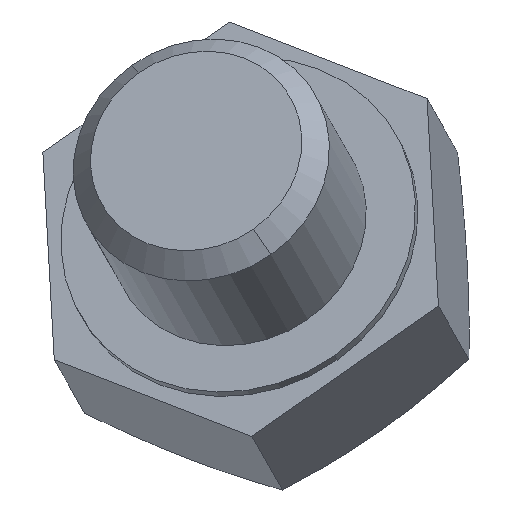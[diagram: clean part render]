
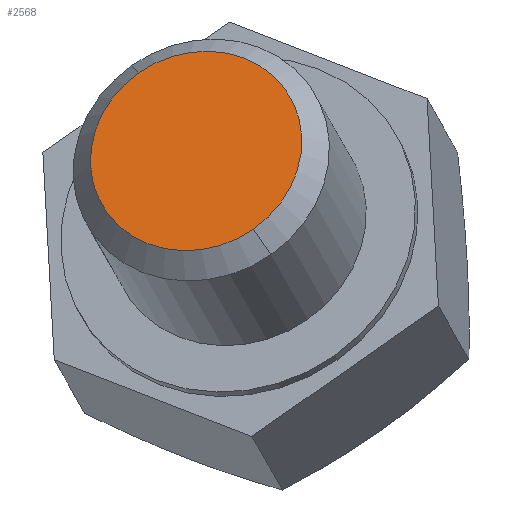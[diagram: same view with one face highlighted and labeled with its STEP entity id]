
A CAD part, isometric view. The second image highlights one B-rep face of the part: STEP entity #2568.
In plain terms, the highlighted planar face has unit normal (0.513, 0.197, -0.836).
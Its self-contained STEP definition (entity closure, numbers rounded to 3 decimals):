
#1951 = CONICAL_SURFACE('',#1952,6.387,0.785);
#1952 = AXIS2_PLACEMENT_3D('',#1953,#1954,#1955);
#1953 = CARTESIAN_POINT('',(-5.846,-2.275,
    9.287));
#1954 = DIRECTION('',(0.513,0.197,-0.836));
#1955 = DIRECTION('',(-0.179,-0.928,-0.328));
#2155 = CONICAL_SURFACE('',#2156,6.387,0.785);
#2156 = AXIS2_PLACEMENT_3D('',#2157,#2158,#2159);
#2157 = CARTESIAN_POINT('',(-5.846,-2.275,
    9.287));
#2158 = DIRECTION('',(0.513,0.197,-0.836));
#2159 = DIRECTION('',(0.179,0.928,0.328));
#2262 = VERTEX_POINT('',#2263);
#2263 = CARTESIAN_POINT('',(-5.13,2.961,
    11.692));
#2328 = EDGE_CURVE('',#2329,#2262,#2331,.T.);
#2329 = VERTEX_POINT('',#2330);
#2330 = CARTESIAN_POINT('',(-7.192,-7.751,
    7.906));
#2331 = SURFACE_CURVE('',#2332,(#2337,#2366),.PCURVE_S1.);
#2332 = CIRCLE('',#2333,5.773);
#2333 = AXIS2_PLACEMENT_3D('',#2334,#2335,#2336);
#2334 = CARTESIAN_POINT('',(-6.16,-2.395,
    9.799));
#2335 = DIRECTION('',(-0.513,-0.197,0.836));
#2336 = DIRECTION('',(-0.179,-0.928,-0.328));
#2337 = PCURVE('',#1951,#2338);
#2338 = DEFINITIONAL_REPRESENTATION('',(#2339),#2365);
#2339 = B_SPLINE_CURVE_WITH_KNOTS('',3,(#2340,#2341,#2342,#2343,#2344,
    #2345,#2346,#2347,#2348,#2349,#2350,#2351,#2352,#2353,#2354,#2355,
    #2356,#2357,#2358,#2359,#2360,#2361,#2362,#2363,#2364),
  .UNSPECIFIED.,.F.,.F.,(4,1,1,1,1,1,1,1,1,1,1,1,1,1,1,1,1,1,1,1,1,1,4),
  (0.,0.143,0.286,0.428,0.571,
    0.714,0.857,1.,1.142,
    1.285,1.428,1.571,1.714,
    1.857,1.999,2.142,2.285,
    2.428,2.571,2.713,2.856,
    2.999,3.142),.QUASI_UNIFORM_KNOTS.);
#2340 = CARTESIAN_POINT('',(6.283,-0.613));
#2341 = CARTESIAN_POINT('',(6.236,-0.613));
#2342 = CARTESIAN_POINT('',(6.14,-0.613));
#2343 = CARTESIAN_POINT('',(5.998,-0.613));
#2344 = CARTESIAN_POINT('',(5.855,-0.613));
#2345 = CARTESIAN_POINT('',(5.712,-0.613));
#2346 = CARTESIAN_POINT('',(5.569,-0.613));
#2347 = CARTESIAN_POINT('',(5.426,-0.613));
#2348 = CARTESIAN_POINT('',(5.284,-0.613));
#2349 = CARTESIAN_POINT('',(5.141,-0.613));
#2350 = CARTESIAN_POINT('',(4.998,-0.613));
#2351 = CARTESIAN_POINT('',(4.855,-0.613));
#2352 = CARTESIAN_POINT('',(4.712,-0.613));
#2353 = CARTESIAN_POINT('',(4.569,-0.613));
#2354 = CARTESIAN_POINT('',(4.427,-0.613));
#2355 = CARTESIAN_POINT('',(4.284,-0.613));
#2356 = CARTESIAN_POINT('',(4.141,-0.613));
#2357 = CARTESIAN_POINT('',(3.998,-0.613));
#2358 = CARTESIAN_POINT('',(3.855,-0.613));
#2359 = CARTESIAN_POINT('',(3.713,-0.613));
#2360 = CARTESIAN_POINT('',(3.57,-0.613));
#2361 = CARTESIAN_POINT('',(3.427,-0.613));
#2362 = CARTESIAN_POINT('',(3.284,-0.613));
#2363 = CARTESIAN_POINT('',(3.189,-0.613));
#2364 = CARTESIAN_POINT('',(3.141,-0.613));
#2365 = ( GEOMETRIC_REPRESENTATION_CONTEXT(2) 
PARAMETRIC_REPRESENTATION_CONTEXT() REPRESENTATION_CONTEXT('2D SPACE',''
  ) );
#2366 = PCURVE('',#2367,#2372);
#2367 = PLANE('',#2368);
#2368 = AXIS2_PLACEMENT_3D('',#2369,#2370,#2371);
#2369 = CARTESIAN_POINT('',(-6.16,-2.395,
    9.799));
#2370 = DIRECTION('',(-0.513,-0.197,0.836));
#2371 = DIRECTION('',(-0.84,0.317,-0.441));
#2372 = DEFINITIONAL_REPRESENTATION('',(#2373),#2377);
#2373 = CIRCLE('',#2374,5.773);
#2374 = AXIS2_PLACEMENT_2D('',#2375,#2376);
#2375 = CARTESIAN_POINT('',(0.,0.));
#2376 = DIRECTION('',(0.,1.));
#2377 = ( GEOMETRIC_REPRESENTATION_CONTEXT(2) 
PARAMETRIC_REPRESENTATION_CONTEXT() REPRESENTATION_CONTEXT('2D SPACE',''
  ) );
#2523 = EDGE_CURVE('',#2262,#2329,#2524,.T.);
#2524 = SURFACE_CURVE('',#2525,(#2530,#2559),.PCURVE_S1.);
#2525 = CIRCLE('',#2526,5.773);
#2526 = AXIS2_PLACEMENT_3D('',#2527,#2528,#2529);
#2527 = CARTESIAN_POINT('',(-6.16,-2.395,
    9.799));
#2528 = DIRECTION('',(-0.513,-0.197,0.836));
#2529 = DIRECTION('',(0.178,0.928,0.328));
#2530 = PCURVE('',#2155,#2531);
#2531 = DEFINITIONAL_REPRESENTATION('',(#2532),#2558);
#2532 = B_SPLINE_CURVE_WITH_KNOTS('',3,(#2533,#2534,#2535,#2536,#2537,
    #2538,#2539,#2540,#2541,#2542,#2543,#2544,#2545,#2546,#2547,#2548,
    #2549,#2550,#2551,#2552,#2553,#2554,#2555,#2556,#2557),
  .UNSPECIFIED.,.F.,.F.,(4,1,1,1,1,1,1,1,1,1,1,1,1,1,1,1,1,1,1,1,1,1,4),
  (0.,0.143,0.286,0.428,0.571,
    0.714,0.857,1.,1.142,
    1.285,1.428,1.571,1.713,
    1.856,1.999,2.142,2.285,
    2.427,2.57,2.713,2.856,
    2.999,3.141),.QUASI_UNIFORM_KNOTS.);
#2533 = CARTESIAN_POINT('',(6.283,-0.613));
#2534 = CARTESIAN_POINT('',(6.235,-0.613));
#2535 = CARTESIAN_POINT('',(6.14,-0.613));
#2536 = CARTESIAN_POINT('',(5.997,-0.613));
#2537 = CARTESIAN_POINT('',(5.855,-0.613));
#2538 = CARTESIAN_POINT('',(5.712,-0.613));
#2539 = CARTESIAN_POINT('',(5.569,-0.613));
#2540 = CARTESIAN_POINT('',(5.426,-0.613));
#2541 = CARTESIAN_POINT('',(5.283,-0.613));
#2542 = CARTESIAN_POINT('',(5.141,-0.613));
#2543 = CARTESIAN_POINT('',(4.998,-0.613));
#2544 = CARTESIAN_POINT('',(4.855,-0.613));
#2545 = CARTESIAN_POINT('',(4.712,-0.613));
#2546 = CARTESIAN_POINT('',(4.569,-0.613));
#2547 = CARTESIAN_POINT('',(4.427,-0.613));
#2548 = CARTESIAN_POINT('',(4.284,-0.613));
#2549 = CARTESIAN_POINT('',(4.141,-0.613));
#2550 = CARTESIAN_POINT('',(3.998,-0.613));
#2551 = CARTESIAN_POINT('',(3.856,-0.613));
#2552 = CARTESIAN_POINT('',(3.713,-0.613));
#2553 = CARTESIAN_POINT('',(3.57,-0.613));
#2554 = CARTESIAN_POINT('',(3.427,-0.613));
#2555 = CARTESIAN_POINT('',(3.284,-0.613));
#2556 = CARTESIAN_POINT('',(3.189,-0.613));
#2557 = CARTESIAN_POINT('',(3.142,-0.613));
#2558 = ( GEOMETRIC_REPRESENTATION_CONTEXT(2) 
PARAMETRIC_REPRESENTATION_CONTEXT() REPRESENTATION_CONTEXT('2D SPACE',''
  ) );
#2559 = PCURVE('',#2367,#2560);
#2560 = DEFINITIONAL_REPRESENTATION('',(#2561),#2565);
#2561 = CIRCLE('',#2562,5.773);
#2562 = AXIS2_PLACEMENT_2D('',#2563,#2564);
#2563 = CARTESIAN_POINT('',(0.,0.));
#2564 = DIRECTION('',(0.,-1.));
#2565 = ( GEOMETRIC_REPRESENTATION_CONTEXT(2) 
PARAMETRIC_REPRESENTATION_CONTEXT() REPRESENTATION_CONTEXT('2D SPACE',''
  ) );
#2568 = ADVANCED_FACE('',(#2569),#2367,.F.);
#2569 = FACE_BOUND('',#2570,.F.);
#2570 = EDGE_LOOP('',(#2571,#2572));
#2571 = ORIENTED_EDGE('',*,*,#2328,.T.);
#2572 = ORIENTED_EDGE('',*,*,#2523,.T.);
